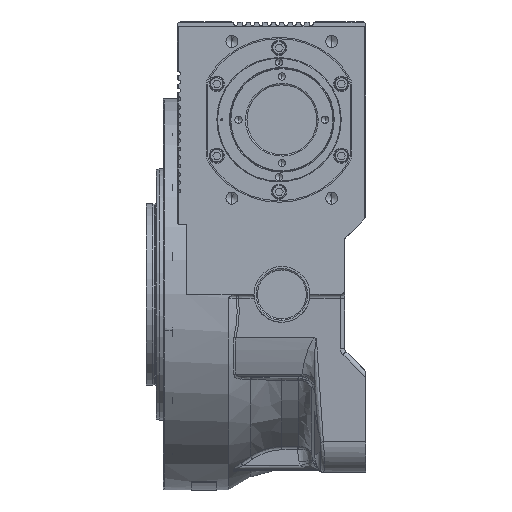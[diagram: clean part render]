
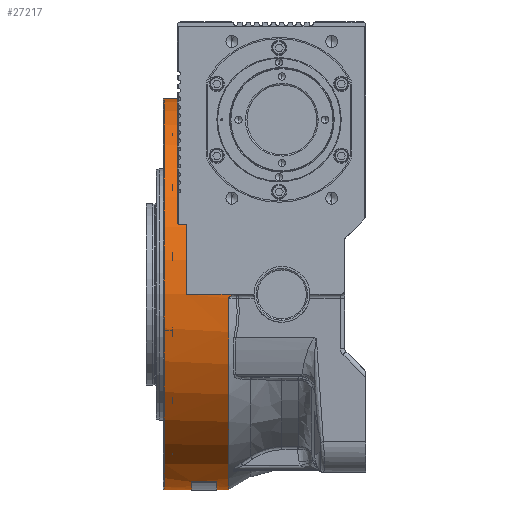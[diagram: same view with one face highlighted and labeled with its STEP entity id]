
A CAD part, left-side view. The second image highlights one B-rep face of the part: STEP entity #27217.
In plain terms, the highlighted cylindrical face has radius 140 mm (diameter 280 mm), a partial arc.
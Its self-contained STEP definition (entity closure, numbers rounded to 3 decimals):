
#163 = CARTESIAN_POINT ( 'NONE',  ( 0., 84.2, 0. ) ) ;
#1821 = FACE_OUTER_BOUND ( 'NONE', #83279, .T. ) ;
#1985 = DIRECTION ( 'NONE',  ( 0., 0., 1. ) ) ;
#2749 = CARTESIAN_POINT ( 'NONE',  ( -140., 32.656, 0. ) ) ;
#4813 = EDGE_CURVE ( 'NONE', #70831, #5327, #12824, .T. ) ;
#5327 = VERTEX_POINT ( 'NONE', #28625 ) ;
#5697 = EDGE_CURVE ( 'NONE', #28135, #70831, #65919, .T. ) ;
#9034 = CARTESIAN_POINT ( 'NONE',  ( -140., 34.13, -0.181 ) ) ;
#9184 = VERTEX_POINT ( 'NONE', #34375 ) ;
#11080 = EDGE_CURVE ( 'NONE', #52093, #80845, #41478, .T. ) ;
#12824 = CIRCLE ( 'NONE', #72688, 140. ) ;
#13521 = LINE ( 'NONE', #86172, #95069 ) ;
#13869 = EDGE_CURVE ( 'NONE', #19365, #5327, #13521, .T. ) ;
#14012 = VERTEX_POINT ( 'NONE', #80848 ) ;
#15771 = CARTESIAN_POINT ( 'NONE',  ( -139.998, 35.853, -0.672 ) ) ;
#16248 = CARTESIAN_POINT ( 'NONE',  ( -139.969, 38., -2.945 ) ) ;
#16565 = DIRECTION ( 'NONE',  ( 0., 0., 1. ) ) ;
#17967 = ORIENTED_EDGE ( 'NONE', *, *, #90927, .T. ) ;
#19183 = ORIENTED_EDGE ( 'NONE', *, *, #11080, .T. ) ;
#19365 = VERTEX_POINT ( 'NONE', #89524 ) ;
#20298 = DIRECTION ( 'NONE',  ( 0., 1., 0. ) ) ;
#20963 = VECTOR ( 'NONE', #21950, 1000. ) ;
#21950 = DIRECTION ( 'NONE',  ( 0., 1., 0. ) ) ;
#23058 = ORIENTED_EDGE ( 'NONE', *, *, #29383, .F. ) ;
#23433 = CARTESIAN_POINT ( 'NONE',  ( -139.982, 37.823, -2.217 ) ) ;
#24390 = CARTESIAN_POINT ( 'NONE',  ( -140., 32.056, 0. ) ) ;
#24475 = EDGE_CURVE ( 'NONE', #14012, #43593, #57905, .T. ) ;
#24869 = CARTESIAN_POINT ( 'NONE',  ( -139.988, 37.573, -1.84 ) ) ;
#25661 = DIRECTION ( 'NONE',  ( 0., 1., 0. ) ) ;
#27217 = ADVANCED_FACE ( 'NONE', ( #1821 ), #31159, .T. ) ;
#28135 = VERTEX_POINT ( 'NONE', #90164 ) ;
#28267 = VECTOR ( 'NONE', #87580, 1000. ) ;
#28625 = CARTESIAN_POINT ( 'NONE',  ( 0., 46.5, -140. ) ) ;
#29170 = LINE ( 'NONE', #87887, #20963 ) ;
#29383 = EDGE_CURVE ( 'NONE', #38243, #43593, #43425, .T. ) ;
#29438 = DIRECTION ( 'NONE',  ( 0., -1., 0. ) ) ;
#30060 = AXIS2_PLACEMENT_3D ( 'NONE', #50497, #58657, #66328 ) ;
#30497 = AXIS2_PLACEMENT_3D ( 'NONE', #82949, #25661, #16565 ) ;
#31159 = CYLINDRICAL_SURFACE ( 'NONE', #73372, 140. ) ;
#31522 = AXIS2_PLACEMENT_3D ( 'NONE', #163, #74719, #80522 ) ;
#32557 = CARTESIAN_POINT ( 'NONE',  ( -139.999, 35.002, -0.382 ) ) ;
#34375 = CARTESIAN_POINT ( 'NONE',  ( 0., 84.2, -140. ) ) ;
#37410 = EDGE_CURVE ( 'NONE', #80845, #9184, #53047, .T. ) ;
#37894 = CARTESIAN_POINT ( 'NONE',  ( -139.991, 37.37, -1.618 ) ) ;
#38092 = CARTESIAN_POINT ( 'NONE',  ( 0., 46.5, 0. ) ) ;
#38243 = VERTEX_POINT ( 'NONE', #67492 ) ;
#38363 = CARTESIAN_POINT ( 'NONE',  ( -139.98, 37.888, -2.355 ) ) ;
#39318 = CARTESIAN_POINT ( 'NONE',  ( -140., 33.249, -0.044 ) ) ;
#40340 = ORIENTED_EDGE ( 'NONE', *, *, #5697, .T. ) ;
#41478 = LINE ( 'NONE', #63610, #51328 ) ;
#41582 = CARTESIAN_POINT ( 'NONE',  ( -140., 32.056, 0. ) ) ;
#43425 = LINE ( 'NONE', #58359, #45364 ) ;
#43593 = VERTEX_POINT ( 'NONE', #41582 ) ;
#43788 = CARTESIAN_POINT ( 'NONE',  ( -39.598, 55., -134.283 ) ) ;
#45364 = VECTOR ( 'NONE', #87703, 1000. ) ;
#45590 = CARTESIAN_POINT ( 'NONE',  ( -139.998, 36.127, -0.79 ) ) ;
#46537 = CARTESIAN_POINT ( 'NONE',  ( -139.996, 36.656, -1.069 ) ) ;
#48756 = ORIENTED_EDGE ( 'NONE', *, *, #4813, .T. ) ;
#48946 = CARTESIAN_POINT ( 'NONE',  ( 0., 84.2, 140. ) ) ;
#49139 = DIRECTION ( 'NONE',  ( 0., 1., 0. ) ) ;
#50497 = CARTESIAN_POINT ( 'NONE',  ( 0., 64.5, 0. ) ) ;
#51328 = VECTOR ( 'NONE', #20298, 1000. ) ;
#51848 = EDGE_CURVE ( 'NONE', #75356, #9184, #29170, .T. ) ;
#52093 = VERTEX_POINT ( 'NONE', #57495 ) ;
#52327 = CARTESIAN_POINT ( 'NONE',  ( -139.992, 37.26, -1.516 ) ) ;
#52795 = CARTESIAN_POINT ( 'NONE',  ( -139.999, 35.291, -0.468 ) ) ;
#53047 = CIRCLE ( 'NONE', #31522, 140. ) ;
#53765 = CARTESIAN_POINT ( 'NONE',  ( 0., 38., 0. ) ) ;
#57495 = CARTESIAN_POINT ( 'NONE',  ( 0., 68., 140. ) ) ;
#57905 = B_SPLINE_CURVE_WITH_KNOTS ( 'NONE', 3,
 ( #16248, #82621, #67226, #38363, #23433, #89840, #24869, #37894, #52327, #60961, #46537, #45590, #15771, #52795, #32557, #90329, #9034, #39318, #2749, #24390 ),
 .UNSPECIFIED., .F., .F.,
 ( 4, 2, 2, 2, 2, 2, 2, 2, 2, 4 ),
 ( 0., 0., 0.001, 0.001, 0.002, 0.003, 0.004, 0.005, 0.005, 0.007 ),
 .UNSPECIFIED. ) ;
#58359 = CARTESIAN_POINT ( 'NONE',  ( -140., -60., 0. ) ) ;
#58657 = DIRECTION ( 'NONE',  ( 0., 1., 0. ) ) ;
#59094 = DIRECTION ( 'NONE',  ( 0., 1., 0. ) ) ;
#60137 = ORIENTED_EDGE ( 'NONE', *, *, #83159, .T. ) ;
#60517 = DIRECTION ( 'NONE',  ( 0., 0., 1. ) ) ;
#60577 = CARTESIAN_POINT ( 'NONE',  ( 0., 64.5, -140. ) ) ;
#60961 = CARTESIAN_POINT ( 'NONE',  ( -139.995, 36.913, -1.231 ) ) ;
#62285 = ORIENTED_EDGE ( 'NONE', *, *, #13869, .F. ) ;
#63610 = CARTESIAN_POINT ( 'NONE',  ( 0., 55., 140. ) ) ;
#65192 = ORIENTED_EDGE ( 'NONE', *, *, #51848, .F. ) ;
#65919 = LINE ( 'NONE', #43788, #28267 ) ;
#66328 = DIRECTION ( 'NONE',  ( 0., 0., 1. ) ) ;
#67226 = CARTESIAN_POINT ( 'NONE',  ( -139.975, 37.976, -2.645 ) ) ;
#67492 = CARTESIAN_POINT ( 'NONE',  ( -140., 68., 0. ) ) ;
#70060 = EDGE_CURVE ( 'NONE', #19365, #14012, #77224, .T. ) ;
#70081 = DIRECTION ( 'NONE',  ( 0., 0., 1. ) ) ;
#70831 = VERTEX_POINT ( 'NONE', #76012 ) ;
#72688 = AXIS2_PLACEMENT_3D ( 'NONE', #38092, #29438, #1985 ) ;
#73372 = AXIS2_PLACEMENT_3D ( 'NONE', #73536, #88467, #60517 ) ;
#73536 = CARTESIAN_POINT ( 'NONE',  ( 0., 55., 0. ) ) ;
#74719 = DIRECTION ( 'NONE',  ( 0., -1., 0. ) ) ;
#75356 = VERTEX_POINT ( 'NONE', #60577 ) ;
#76012 = CARTESIAN_POINT ( 'NONE',  ( -39.598, 46.5, -134.283 ) ) ;
#77224 = CIRCLE ( 'NONE', #81823, 140. ) ;
#77765 = CIRCLE ( 'NONE', #30060, 140. ) ;
#80522 = DIRECTION ( 'NONE',  ( 0., 0., 1. ) ) ;
#80845 = VERTEX_POINT ( 'NONE', #48946 ) ;
#80848 = CARTESIAN_POINT ( 'NONE',  ( -139.969, 38., -2.945 ) ) ;
#81823 = AXIS2_PLACEMENT_3D ( 'NONE', #53765, #59094, #70081 ) ;
#82621 = CARTESIAN_POINT ( 'NONE',  ( -139.972, 38., -2.793 ) ) ;
#82757 = ORIENTED_EDGE ( 'NONE', *, *, #24475, .T. ) ;
#82949 = CARTESIAN_POINT ( 'NONE',  ( 0., 68., 0. ) ) ;
#83159 = EDGE_CURVE ( 'NONE', #38243, #52093, #91929, .T. ) ;
#83279 = EDGE_LOOP ( 'NONE', ( #62285, #84248, #82757, #23058, #60137, #19183, #89368, #65192, #17967, #40340, #48756 ) ) ;
#84248 = ORIENTED_EDGE ( 'NONE', *, *, #70060, .T. ) ;
#86172 = CARTESIAN_POINT ( 'NONE',  ( 0., 55., -140. ) ) ;
#87580 = DIRECTION ( 'NONE',  ( 0., -1., 0. ) ) ;
#87703 = DIRECTION ( 'NONE',  ( 0., -1., 0. ) ) ;
#87887 = CARTESIAN_POINT ( 'NONE',  ( 0., 55., -140. ) ) ;
#88467 = DIRECTION ( 'NONE',  ( 0., 1., 0. ) ) ;
#89368 = ORIENTED_EDGE ( 'NONE', *, *, #37410, .T. ) ;
#89524 = CARTESIAN_POINT ( 'NONE',  ( 0., 38., -140. ) ) ;
#89840 = CARTESIAN_POINT ( 'NONE',  ( -139.986, 37.666, -1.961 ) ) ;
#90164 = CARTESIAN_POINT ( 'NONE',  ( -39.598, 64.5, -134.283 ) ) ;
#90329 = CARTESIAN_POINT ( 'NONE',  ( -140., 34.422, -0.239 ) ) ;
#90927 = EDGE_CURVE ( 'NONE', #75356, #28135, #77765, .T. ) ;
#91929 = CIRCLE ( 'NONE', #30497, 140. ) ;
#95069 = VECTOR ( 'NONE', #49139, 1000. ) ;
